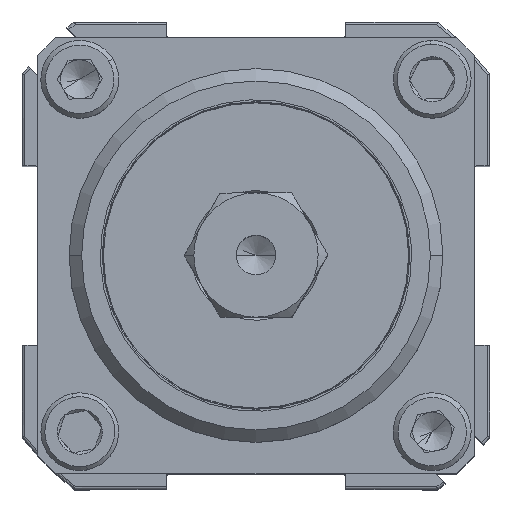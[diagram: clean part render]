
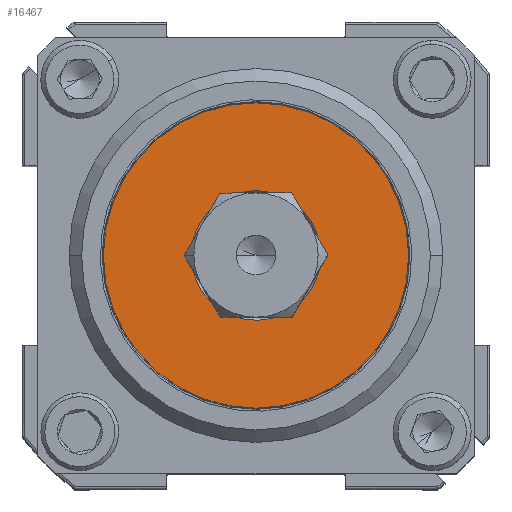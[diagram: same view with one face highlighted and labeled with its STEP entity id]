
A CAD part, top view. The second image highlights one B-rep face of the part: STEP entity #16467.
In plain terms, the highlighted face is planar.
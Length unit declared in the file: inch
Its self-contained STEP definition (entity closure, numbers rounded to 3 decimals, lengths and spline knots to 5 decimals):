
#2128 = CARTESIAN_POINT ( 'NONE',  ( -0.34888, 0.23787, 0. ) ) ;
#2324 = EDGE_CURVE ( 'NONE', #29497, #29727, #11196, .T. ) ;
#2593 = VERTEX_POINT ( 'NONE', #30427 ) ;
#3265 = CARTESIAN_POINT ( 'NONE',  ( -0.60888, 0.23787, 0. ) ) ;
#3685 = DIRECTION ( 'NONE',  ( 0., 0., 1. ) ) ;
#4685 = CARTESIAN_POINT ( 'NONE',  ( -0.96388, 0.23787, 0. ) ) ;
#4691 = DIRECTION ( 'NONE',  ( -1., 0., 0. ) ) ;
#5304 = ORIENTED_EDGE ( 'NONE', *, *, #28035, .T. ) ;
#5864 = AXIS2_PLACEMENT_3D ( 'NONE', #30316, #32884, #17552 ) ;
#6393 = AXIS2_PLACEMENT_3D ( 'NONE', #27304, #12024, #29907 ) ;
#7488 = AXIS2_PLACEMENT_3D ( 'NONE', #2128, #20062, #4691 ) ;
#11196 = CIRCLE ( 'NONE', #30080, 0.26 ) ;
#12024 = DIRECTION ( 'NONE',  ( 0., 0., -1. ) ) ;
#14411 = DIRECTION ( 'NONE',  ( 0., 0., 1. ) ) ;
#14795 = EDGE_LOOP ( 'NONE', ( #25916, #28564 ) ) ;
#14991 = PLANE ( 'NONE',  #5864 ) ;
#16467 = ADVANCED_FACE ( 'NONE', ( #20136, #26920 ), #14991, .T. ) ;
#16505 = CIRCLE ( 'NONE', #29237, 0.26 ) ;
#16898 = EDGE_CURVE ( 'NONE', #29727, #29497, #16505, .T. ) ;
#17552 = DIRECTION ( 'NONE',  ( 0., -1., 0. ) ) ;
#18721 = EDGE_LOOP ( 'NONE', ( #5304, #24146 ) ) ;
#18833 = CIRCLE ( 'NONE', #6393, 0.615 ) ;
#18964 = EDGE_CURVE ( 'NONE', #32300, #2593, #18833, .T. ) ;
#19077 = CARTESIAN_POINT ( 'NONE',  ( -0.34888, 0.23787, 0. ) ) ;
#20062 = DIRECTION ( 'NONE',  ( 0., 0., -1. ) ) ;
#20087 = CIRCLE ( 'NONE', #7488, 0.615 ) ;
#20136 = FACE_BOUND ( 'NONE', #14795, .T. ) ;
#21620 = DIRECTION ( 'NONE',  ( -1., 0., 0. ) ) ;
#24146 = ORIENTED_EDGE ( 'NONE', *, *, #18964, .T. ) ;
#25916 = ORIENTED_EDGE ( 'NONE', *, *, #16898, .T. ) ;
#26920 = FACE_OUTER_BOUND ( 'NONE', #18721, .T. ) ;
#27304 = CARTESIAN_POINT ( 'NONE',  ( -0.34888, 0.23787, 0. ) ) ;
#28035 = EDGE_CURVE ( 'NONE', #2593, #32300, #20087, .T. ) ;
#28564 = ORIENTED_EDGE ( 'NONE', *, *, #2324, .T. ) ;
#29237 = AXIS2_PLACEMENT_3D ( 'NONE', #29710, #14411, #32310 ) ;
#29497 = VERTEX_POINT ( 'NONE', #30265 ) ;
#29710 = CARTESIAN_POINT ( 'NONE',  ( -0.34888, 0.23787, 0. ) ) ;
#29727 = VERTEX_POINT ( 'NONE', #3265 ) ;
#29907 = DIRECTION ( 'NONE',  ( -1., 0., 0. ) ) ;
#30080 = AXIS2_PLACEMENT_3D ( 'NONE', #19077, #3685, #21620 ) ;
#30265 = CARTESIAN_POINT ( 'NONE',  ( -0.08888, 0.23787, 0. ) ) ;
#30316 = CARTESIAN_POINT ( 'NONE',  ( -0.34888, 0.23787, 0. ) ) ;
#30427 = CARTESIAN_POINT ( 'NONE',  ( 0.26612, 0.23787, 0. ) ) ;
#32300 = VERTEX_POINT ( 'NONE', #4685 ) ;
#32310 = DIRECTION ( 'NONE',  ( -1., 0., 0. ) ) ;
#32884 = DIRECTION ( 'NONE',  ( 0., 0., -1. ) ) ;
